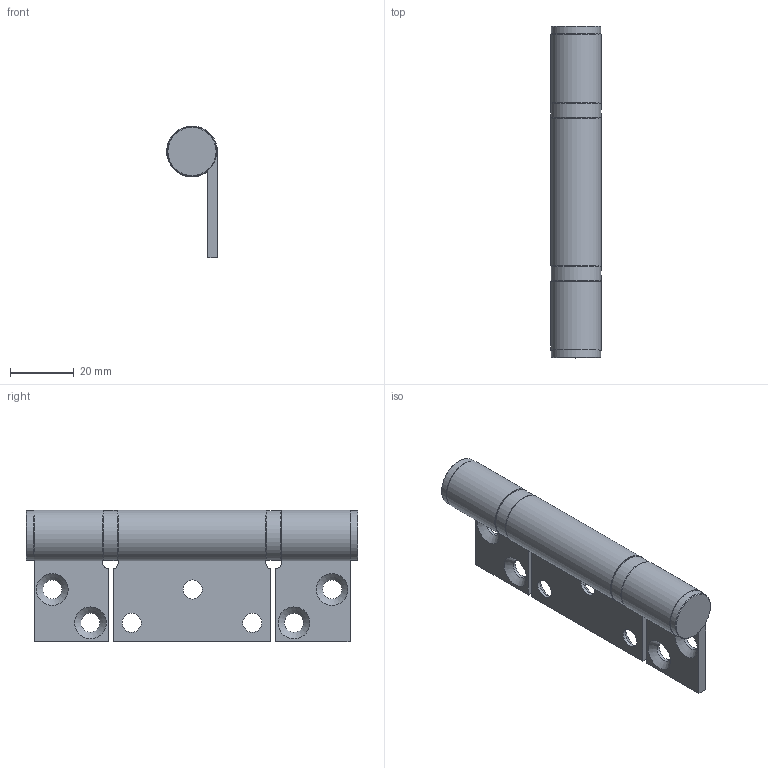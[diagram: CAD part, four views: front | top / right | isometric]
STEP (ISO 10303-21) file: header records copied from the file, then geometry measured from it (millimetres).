
FILE_DESCRIPTION(/* description */ (''),/* implementation_level */ '2;1');
FILE_NAME(/* name */ '1510DXA2.stp',/* time_stamp */ '2019-08-05T13:34:29+02:00',/* author */ ('DOMINIQUE'),/* organization */ (''),/* preprocessor_version */ 'ST-DEVELOPER v17.2',/* originating_system */ 'Autodesk Inventor 2019',/* authorisation */ '');
FILE_SCHEMA (('AUTOMOTIVE_DESIGN { 1 0 10303 214 3 1 1 }'));
Length unit declared in the file: millimetre
Products named in the file (6): charniere déport 16 ss poignée; Axe Ø10 charnière H ss poignée; Central leaf Hinge H; Side leaf Hinge H; 1510CXA2-5; Side offset leaf Hinge H sym
Assembly tree (6 placements, depth 2):
  charniere déport 16 ss poignée
    Axe Ø10 charnière H ss poignée
    Central leaf Hinge H
    Side leaf Hinge H
    1510CXA2-5  x2
    Side offset leaf Hinge H sym
Bounding box: 15.99 x 104.5 x 41.5 mm (x, y, z)
Volume: 27267.5 mm3; surface area: 20222 mm2
Topology: 18 solids, 18 shells, 113 faces, 318 edges, 223 vertices
Faces by surface type: plane 34, cylinder 32, torus 28, sphere 10, cone 9
Full cylindrical faces by diameter (mm): 6 x7, 9.95 x1, 10 x2, 12 x4, 13.75 x4, 15.6 x2, 15.75 x2
Entity records: 3151 total; most frequent: DIRECTION 571, CARTESIAN_POINT 508, ORIENTED_EDGE 462, AXIS2_PLACEMENT_3D 244, EDGE_CURVE 231, VERTEX_POINT 181, CIRCLE 148, EDGE_LOOP 114
